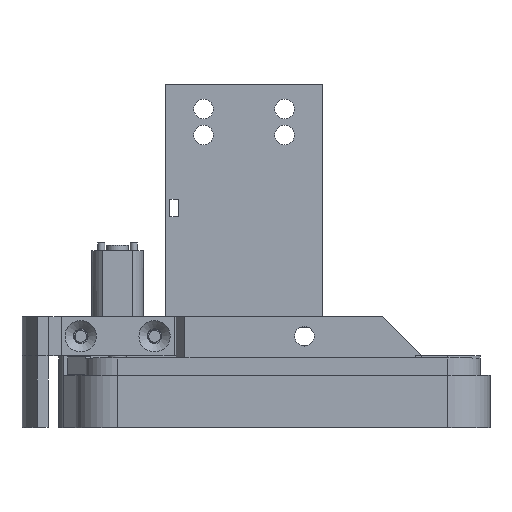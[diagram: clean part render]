
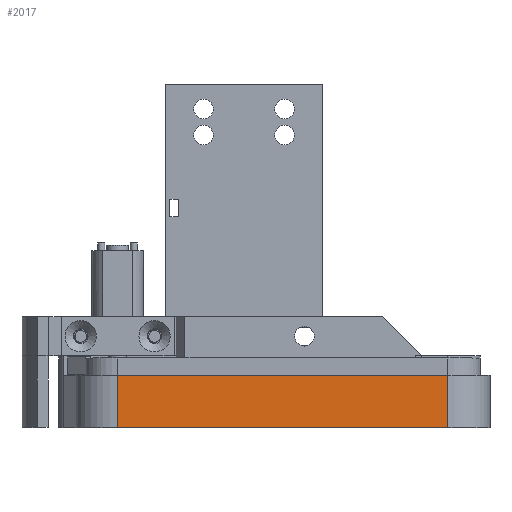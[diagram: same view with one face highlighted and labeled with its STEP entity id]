
A CAD part, top view. The second image highlights one B-rep face of the part: STEP entity #2017.
In plain terms, the highlighted planar face has unit normal (0, 0, 1).
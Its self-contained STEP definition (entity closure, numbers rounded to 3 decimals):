
#1734 = EDGE_CURVE('',#1735,#1737,#1739,.T.);
#1735 = VERTEX_POINT('',#1736);
#1736 = CARTESIAN_POINT('',(0.,-4.5,9.7));
#1737 = VERTEX_POINT('',#1738);
#1738 = CARTESIAN_POINT('',(0.,-16.5,9.7));
#1739 = SURFACE_CURVE('',#1740,(#1744,#1756),.PCURVE_S1.);
#1740 = LINE('',#1741,#1742);
#1741 = CARTESIAN_POINT('',(0.,-4.5,9.7));
#1742 = VECTOR('',#1743,1.);
#1743 = DIRECTION('',(0.,-1.,0.));
#1744 = PCURVE('',#1745,#1750);
#1745 = CYLINDRICAL_SURFACE('',#1746,9.7);
#1746 = AXIS2_PLACEMENT_3D('',#1747,#1748,#1749);
#1747 = CARTESIAN_POINT('',(0.,-4.5,0.));
#1748 = DIRECTION('',(0.,1.,0.));
#1749 = DIRECTION('',(1.,0.,0.));
#1750 = DEFINITIONAL_REPRESENTATION('',(#1751),#1755);
#1751 = LINE('',#1752,#1753);
#1752 = CARTESIAN_POINT('',(-1.571,0.));
#1753 = VECTOR('',#1754,1.);
#1754 = DIRECTION('',(-0.,-1.));
#1755 = ( GEOMETRIC_REPRESENTATION_CONTEXT(2) 
PARAMETRIC_REPRESENTATION_CONTEXT() REPRESENTATION_CONTEXT('2D SPACE',''
  ) );
#1756 = PCURVE('',#1757,#1762);
#1757 = PLANE('',#1758);
#1758 = AXIS2_PLACEMENT_3D('',#1759,#1760,#1761);
#1759 = CARTESIAN_POINT('',(0.,-4.5,9.7));
#1760 = DIRECTION('',(0.,0.,1.));
#1761 = DIRECTION('',(1.,0.,-0.));
#1762 = DEFINITIONAL_REPRESENTATION('',(#1763),#1767);
#1763 = LINE('',#1764,#1765);
#1764 = CARTESIAN_POINT('',(0.,0.));
#1765 = VECTOR('',#1766,1.);
#1766 = DIRECTION('',(0.,-1.));
#1767 = ( GEOMETRIC_REPRESENTATION_CONTEXT(2) 
PARAMETRIC_REPRESENTATION_CONTEXT() REPRESENTATION_CONTEXT('2D SPACE',''
  ) );
#1786 = PLANE('',#1787);
#1787 = AXIS2_PLACEMENT_3D('',#1788,#1789,#1790);
#1788 = CARTESIAN_POINT('',(38.,-16.5,0.));
#1789 = DIRECTION('',(0.,1.,0.));
#1790 = DIRECTION('',(0.,0.,1.));
#1845 = PLANE('',#1846);
#1846 = AXIS2_PLACEMENT_3D('',#1847,#1848,#1849);
#1847 = CARTESIAN_POINT('',(38.,-4.5,0.));
#1848 = DIRECTION('',(0.,1.,0.));
#1849 = DIRECTION('',(0.,0.,1.));
#1904 = CYLINDRICAL_SURFACE('',#1905,9.7);
#1905 = AXIS2_PLACEMENT_3D('',#1906,#1907,#1908);
#1906 = CARTESIAN_POINT('',(76.,-4.5,0.));
#1907 = DIRECTION('',(0.,1.,0.));
#1908 = DIRECTION('',(1.,0.,0.));
#1942 = VERTEX_POINT('',#1943);
#1943 = CARTESIAN_POINT('',(76.,-16.5,9.7));
#1969 = EDGE_CURVE('',#1970,#1942,#1972,.T.);
#1970 = VERTEX_POINT('',#1971);
#1971 = CARTESIAN_POINT('',(76.,-4.5,9.7));
#1972 = SURFACE_CURVE('',#1973,(#1977,#1984),.PCURVE_S1.);
#1973 = LINE('',#1974,#1975);
#1974 = CARTESIAN_POINT('',(76.,-4.5,9.7));
#1975 = VECTOR('',#1976,1.);
#1976 = DIRECTION('',(0.,-1.,0.));
#1977 = PCURVE('',#1904,#1978);
#1978 = DEFINITIONAL_REPRESENTATION('',(#1979),#1983);
#1979 = LINE('',#1980,#1981);
#1980 = CARTESIAN_POINT('',(-7.854,0.));
#1981 = VECTOR('',#1982,1.);
#1982 = DIRECTION('',(-0.,-1.));
#1983 = ( GEOMETRIC_REPRESENTATION_CONTEXT(2) 
PARAMETRIC_REPRESENTATION_CONTEXT() REPRESENTATION_CONTEXT('2D SPACE',''
  ) );
#1984 = PCURVE('',#1757,#1985);
#1985 = DEFINITIONAL_REPRESENTATION('',(#1986),#1990);
#1986 = LINE('',#1987,#1988);
#1987 = CARTESIAN_POINT('',(76.,0.));
#1988 = VECTOR('',#1989,1.);
#1989 = DIRECTION('',(0.,-1.));
#1990 = ( GEOMETRIC_REPRESENTATION_CONTEXT(2) 
PARAMETRIC_REPRESENTATION_CONTEXT() REPRESENTATION_CONTEXT('2D SPACE',''
  ) );
#2017 = ADVANCED_FACE('',(#2018),#1757,.T.);
#2018 = FACE_BOUND('',#2019,.T.);
#2019 = EDGE_LOOP('',(#2020,#2021,#2042,#2043));
#2020 = ORIENTED_EDGE('',*,*,#1734,.T.);
#2021 = ORIENTED_EDGE('',*,*,#2022,.T.);
#2022 = EDGE_CURVE('',#1737,#1942,#2023,.T.);
#2023 = SURFACE_CURVE('',#2024,(#2028,#2035),.PCURVE_S1.);
#2024 = LINE('',#2025,#2026);
#2025 = CARTESIAN_POINT('',(0.,-16.5,9.7));
#2026 = VECTOR('',#2027,1.);
#2027 = DIRECTION('',(1.,0.,0.));
#2028 = PCURVE('',#1757,#2029);
#2029 = DEFINITIONAL_REPRESENTATION('',(#2030),#2034);
#2030 = LINE('',#2031,#2032);
#2031 = CARTESIAN_POINT('',(0.,-12.));
#2032 = VECTOR('',#2033,1.);
#2033 = DIRECTION('',(1.,0.));
#2034 = ( GEOMETRIC_REPRESENTATION_CONTEXT(2) 
PARAMETRIC_REPRESENTATION_CONTEXT() REPRESENTATION_CONTEXT('2D SPACE',''
  ) );
#2035 = PCURVE('',#1786,#2036);
#2036 = DEFINITIONAL_REPRESENTATION('',(#2037),#2041);
#2037 = LINE('',#2038,#2039);
#2038 = CARTESIAN_POINT('',(9.7,-38.));
#2039 = VECTOR('',#2040,1.);
#2040 = DIRECTION('',(0.,1.));
#2041 = ( GEOMETRIC_REPRESENTATION_CONTEXT(2) 
PARAMETRIC_REPRESENTATION_CONTEXT() REPRESENTATION_CONTEXT('2D SPACE',''
  ) );
#2042 = ORIENTED_EDGE('',*,*,#1969,.F.);
#2043 = ORIENTED_EDGE('',*,*,#2044,.F.);
#2044 = EDGE_CURVE('',#1735,#1970,#2045,.T.);
#2045 = SURFACE_CURVE('',#2046,(#2050,#2057),.PCURVE_S1.);
#2046 = LINE('',#2047,#2048);
#2047 = CARTESIAN_POINT('',(0.,-4.5,9.7));
#2048 = VECTOR('',#2049,1.);
#2049 = DIRECTION('',(1.,0.,0.));
#2050 = PCURVE('',#1757,#2051);
#2051 = DEFINITIONAL_REPRESENTATION('',(#2052),#2056);
#2052 = LINE('',#2053,#2054);
#2053 = CARTESIAN_POINT('',(0.,0.));
#2054 = VECTOR('',#2055,1.);
#2055 = DIRECTION('',(1.,0.));
#2056 = ( GEOMETRIC_REPRESENTATION_CONTEXT(2) 
PARAMETRIC_REPRESENTATION_CONTEXT() REPRESENTATION_CONTEXT('2D SPACE',''
  ) );
#2057 = PCURVE('',#1845,#2058);
#2058 = DEFINITIONAL_REPRESENTATION('',(#2059),#2063);
#2059 = LINE('',#2060,#2061);
#2060 = CARTESIAN_POINT('',(9.7,-38.));
#2061 = VECTOR('',#2062,1.);
#2062 = DIRECTION('',(0.,1.));
#2063 = ( GEOMETRIC_REPRESENTATION_CONTEXT(2) 
PARAMETRIC_REPRESENTATION_CONTEXT() REPRESENTATION_CONTEXT('2D SPACE',''
  ) );
